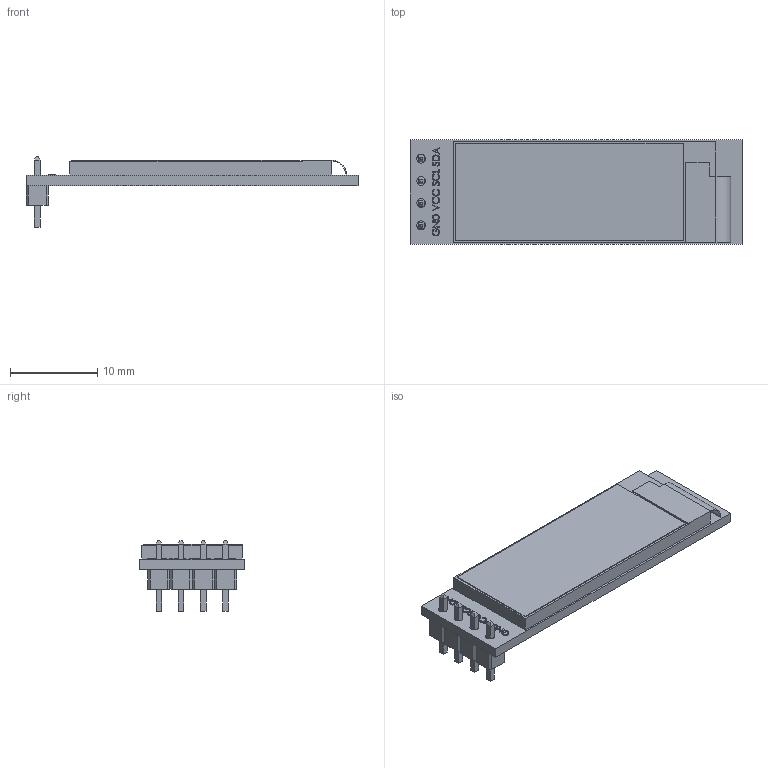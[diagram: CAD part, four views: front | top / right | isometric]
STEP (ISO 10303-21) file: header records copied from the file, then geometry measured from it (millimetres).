
FILE_DESCRIPTION(('STEP AP214'), '1');
FILE_NAME('128x32-OLED', '2023-09-27T12:07:18', (' '), (''), 'ASCON STEP Converter 1.3', 'ASCON Math Kernel', '');
FILE_SCHEMA(('AUTOMOTIVE_DESIGN { 1 0 10303 214 3 1 1}'));
Length unit declared in the file: millimetre
Products named in the file (1): 1
Bounding box: 38 x 12 x 8.09 mm (x, y, z)
Volume: 1196.2 mm3; surface area: 1384.9 mm2
Topology: 1 solids, 1 shells, 281 faces, 741 edges, 483 vertices
Faces by surface type: plane 191, bspline 80, cylinder 10
Full cylindrical faces by diameter (mm): 1 x4
Entity records: 16423 total; most frequent: CARTESIAN_POINT 7924, ORIENTED_EDGE 1474, DIRECTION 909, EDGE_CURVE 737, VERTEX_POINT 483, LINE 469, VECTOR 469, EDGE_LOOP 324
